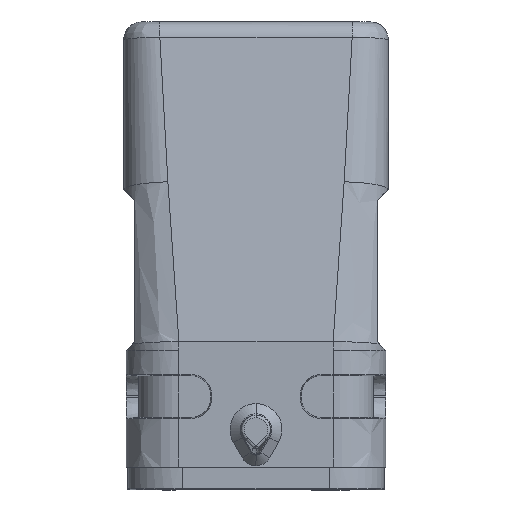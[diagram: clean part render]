
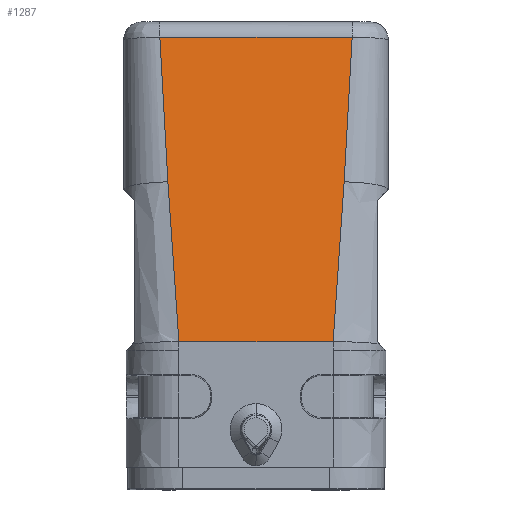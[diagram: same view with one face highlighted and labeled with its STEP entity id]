
A CAD part, left-side view. The second image highlights one B-rep face of the part: STEP entity #1287.
In plain terms, the highlighted planar face has unit normal (-0.99, 0, 0.139).
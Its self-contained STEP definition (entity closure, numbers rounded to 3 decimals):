
#345=B_SPLINE_CURVE_WITH_KNOTS('',3,(#10820,#10821,#10822,#10823,#10824,
#10825,#10826),.UNSPECIFIED.,.F.,.F.,(4,3,4),(0.,0.042,1.),
 .UNSPECIFIED.);
#374=B_SPLINE_CURVE_WITH_KNOTS('',3,(#11725,#11726,#11727,#11728,#11729,
#11730,#11731),.UNSPECIFIED.,.F.,.F.,(4,3,4),(0.,0.042,1.),
 .UNSPECIFIED.);
#392=B_SPLINE_CURVE_WITH_KNOTS('',3,(#12173,#12174,#12175,#12176,#12177,
#12178,#12179,#12180,#12181,#12182,#12183,#12184,#12185,#12186,#12187,#12188,
#12189,#12190,#12191,#12192),.UNSPECIFIED.,.F.,.F.,(4,2,2,2,2,2,2,2,2,4),
(0.,0.023,0.046,0.077,0.124,
0.248,0.497,0.747,0.994,
1.),.UNSPECIFIED.);
#393=B_SPLINE_CURVE_WITH_KNOTS('',3,(#12255,#12256,#12257,#12258,#12259,
#12260,#12261,#12262,#12263,#12264,#12265,#12266,#12267,#12268,#12269,#12270,
#12271,#12272,#12273,#12274),.UNSPECIFIED.,.F.,.F.,(4,2,2,2,2,2,2,2,2,4),
(0.,0.023,0.046,0.077,0.124,
0.248,0.497,0.747,0.994,
1.),.UNSPECIFIED.);
#716=FACE_OUTER_BOUND('',#1970,.T.);
#1287=ADVANCED_FACE('',(#716),#1591,.F.);
#1591=PLANE('',#6781);
#1970=EDGE_LOOP('',(#2987,#2988,#2989,#2990,#2991,#2992));
#2987=ORIENTED_EDGE('',*,*,#5098,.F.);
#2988=ORIENTED_EDGE('',*,*,#5095,.F.);
#2989=ORIENTED_EDGE('',*,*,#5211,.F.);
#2990=ORIENTED_EDGE('',*,*,#5212,.T.);
#2991=ORIENTED_EDGE('',*,*,#5209,.T.);
#2992=ORIENTED_EDGE('',*,*,#5185,.T.);
#4413=VERTEX_POINT('',#10818);
#4415=VERTEX_POINT('',#10827);
#4417=VERTEX_POINT('',#10872);
#4471=VERTEX_POINT('',#11732);
#4484=VERTEX_POINT('',#12193);
#4485=VERTEX_POINT('',#12275);
#5095=EDGE_CURVE('',#4413,#4415,#345,.T.);
#5098=EDGE_CURVE('',#4415,#4417,#5844,.T.);
#5185=EDGE_CURVE('',#4471,#4417,#374,.T.);
#5209=EDGE_CURVE('',#4484,#4471,#392,.T.);
#5211=EDGE_CURVE('',#4485,#4413,#393,.T.);
#5212=EDGE_CURVE('',#4485,#4484,#5888,.T.);
#5844=LINE('',#10871,#6294);
#5888=LINE('',#12276,#6338);
#6294=VECTOR('',#7480,1.);
#6338=VECTOR('',#7622,1.);
#6781=AXIS2_PLACEMENT_3D('',#12277,#7623,#7624);
#7480=DIRECTION('',(0.,-1.,0.));
#7622=DIRECTION('',(0.,-1.,0.));
#7623=DIRECTION('',(0.99,0.,-0.139));
#7624=DIRECTION('',(-0.139,0.,-0.99));
#10818=CARTESIAN_POINT('',(-28.697,10.001,33.665));
#10820=CARTESIAN_POINT('',(-28.697,10.001,33.665));
#10821=CARTESIAN_POINT('',(-28.665,10.014,33.895));
#10822=CARTESIAN_POINT('',(-28.632,10.026,34.126));
#10823=CARTESIAN_POINT('',(-28.6,10.039,34.356));
#10824=CARTESIAN_POINT('',(-27.863,10.328,39.597));
#10825=CARTESIAN_POINT('',(-27.127,10.616,44.837));
#10826=CARTESIAN_POINT('',(-26.39,10.905,50.078));
#10827=CARTESIAN_POINT('',(-26.39,10.905,50.078));
#10871=CARTESIAN_POINT('',(-26.39,10.905,50.078));
#10872=CARTESIAN_POINT('',(-26.39,-10.905,50.078));
#11725=CARTESIAN_POINT('',(-28.697,-10.001,33.665));
#11726=CARTESIAN_POINT('',(-28.665,-10.014,33.895));
#11727=CARTESIAN_POINT('',(-28.632,-10.026,34.126));
#11728=CARTESIAN_POINT('',(-28.6,-10.039,34.356));
#11729=CARTESIAN_POINT('',(-27.863,-10.328,39.597));
#11730=CARTESIAN_POINT('',(-27.127,-10.616,44.837));
#11731=CARTESIAN_POINT('',(-26.39,-10.905,50.078));
#11732=CARTESIAN_POINT('',(-28.697,-10.001,33.665));
#12173=CARTESIAN_POINT('',(-31.25,-8.752,15.5));
#12174=CARTESIAN_POINT('',(-31.231,-8.754,15.638));
#12175=CARTESIAN_POINT('',(-31.211,-8.755,15.777));
#12176=CARTESIAN_POINT('',(-31.171,-8.759,16.059));
#12177=CARTESIAN_POINT('',(-31.151,-8.764,16.203));
#12178=CARTESIAN_POINT('',(-31.105,-8.771,16.535));
#12179=CARTESIAN_POINT('',(-31.078,-8.776,16.724));
#12180=CARTESIAN_POINT('',(-31.012,-8.79,17.195));
#12181=CARTESIAN_POINT('',(-30.972,-8.8,17.478));
#12182=CARTESIAN_POINT('',(-30.826,-8.84,18.516));
#12183=CARTESIAN_POINT('',(-30.72,-8.879,19.271));
#12184=CARTESIAN_POINT('',(-30.402,-9.013,21.535));
#12185=CARTESIAN_POINT('',(-30.19,-9.13,23.043));
#12186=CARTESIAN_POINT('',(-29.766,-9.382,26.058));
#12187=CARTESIAN_POINT('',(-29.554,-9.518,27.566));
#12188=CARTESIAN_POINT('',(-29.132,-9.774,30.569));
#12189=CARTESIAN_POINT('',(-28.922,-9.891,32.066));
#12190=CARTESIAN_POINT('',(-28.706,-9.996,33.599));
#12191=CARTESIAN_POINT('',(-28.702,-9.999,33.632));
#12192=CARTESIAN_POINT('',(-28.697,-10.001,33.665));
#12193=CARTESIAN_POINT('',(-31.25,-8.752,15.5));
#12255=CARTESIAN_POINT('',(-31.25,8.752,15.5));
#12256=CARTESIAN_POINT('',(-31.231,8.754,15.638));
#12257=CARTESIAN_POINT('',(-31.211,8.755,15.777));
#12258=CARTESIAN_POINT('',(-31.171,8.759,16.059));
#12259=CARTESIAN_POINT('',(-31.151,8.764,16.203));
#12260=CARTESIAN_POINT('',(-31.105,8.771,16.535));
#12261=CARTESIAN_POINT('',(-31.078,8.776,16.724));
#12262=CARTESIAN_POINT('',(-31.012,8.79,17.195));
#12263=CARTESIAN_POINT('',(-30.972,8.8,17.478));
#12264=CARTESIAN_POINT('',(-30.826,8.84,18.516));
#12265=CARTESIAN_POINT('',(-30.72,8.879,19.271));
#12266=CARTESIAN_POINT('',(-30.402,9.013,21.535));
#12267=CARTESIAN_POINT('',(-30.19,9.13,23.043));
#12268=CARTESIAN_POINT('',(-29.766,9.382,26.058));
#12269=CARTESIAN_POINT('',(-29.554,9.518,27.566));
#12270=CARTESIAN_POINT('',(-29.132,9.774,30.569));
#12271=CARTESIAN_POINT('',(-28.922,9.891,32.066));
#12272=CARTESIAN_POINT('',(-28.706,9.996,33.599));
#12273=CARTESIAN_POINT('',(-28.702,9.999,33.632));
#12274=CARTESIAN_POINT('',(-28.697,10.001,33.665));
#12275=CARTESIAN_POINT('',(-31.25,8.752,15.5));
#12276=CARTESIAN_POINT('',(-31.25,-1.,15.5));
#12277=CARTESIAN_POINT('',(-25.881,0.,53.706));
